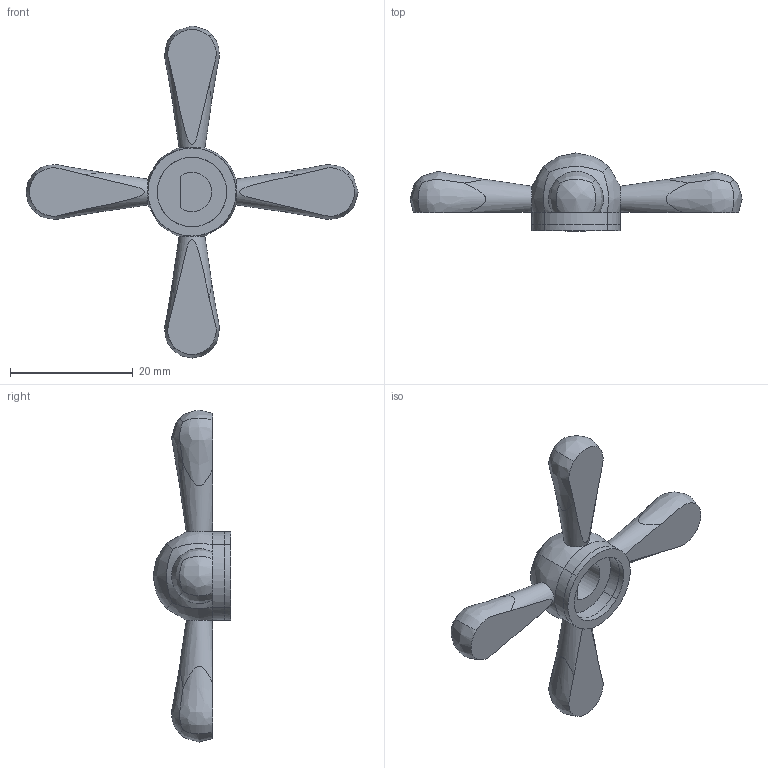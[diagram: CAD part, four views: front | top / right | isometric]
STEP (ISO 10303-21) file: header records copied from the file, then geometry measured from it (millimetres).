
FILE_DESCRIPTION(/* description */ (''),/* implementation_level */ '2;1');
FILE_NAME(/* name */ 'tap_dimmer_knob.step',/* time_stamp */ '2019-03-29T21:46:58+00:00',/* author */ (''),/* organization */ (''),/* preprocessor_version */ 'ST-DEVELOPER v17.2',/* originating_system */ 'Autodesk Translation Framework v7.6.0.251',/* authorisation */ '');
FILE_SCHEMA (('AUTOMOTIVE_DESIGN { 1 0 10303 214 3 1 1 }'));
Length unit declared in the file: millimetre
Products named in the file (1): (Unsaved)
Bounding box: 54 x 12.68 x 54 mm (x, y, z)
Volume: 3665.5 mm3; surface area: 2655.6 mm2
Topology: 1 solids, 1 shells, 50 faces, 106 edges, 68 vertices
Faces by surface type: bspline 41, plane 8, cylinder 1
Entity records: 6982 total; most frequent: CARTESIAN_POINT 6157, ORIENTED_EDGE 212, EDGE_CURVE 106, B_SPLINE_CURVE_WITH_KNOTS 84, VERTEX_POINT 68, EDGE_LOOP 60, FACE_OUTER_BOUND 50, ADVANCED_FACE 50
